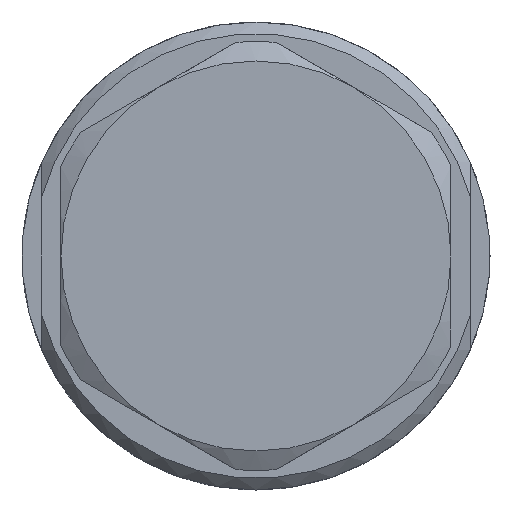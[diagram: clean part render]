
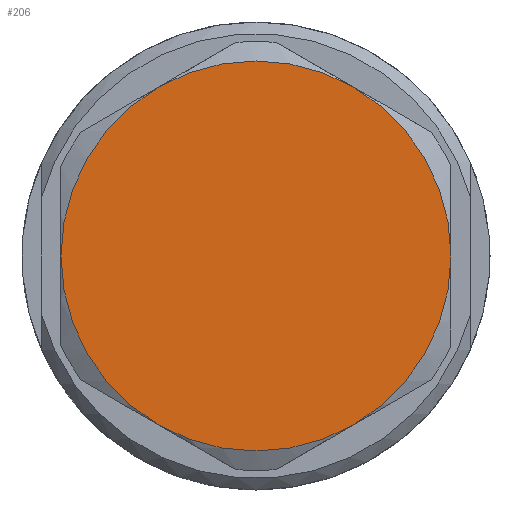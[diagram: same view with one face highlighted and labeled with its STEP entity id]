
A CAD part, left-side view. The second image highlights one B-rep face of the part: STEP entity #206.
In plain terms, the highlighted planar face has unit normal (-1, 0, 0).
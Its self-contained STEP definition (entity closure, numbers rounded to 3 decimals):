
#76=FACE_OUTER_BOUND('',#562,.T.);
#206=ADVANCED_FACE('',(#76),#298,.T.);
#298=PLANE('',#1624);
#562=EDGE_LOOP('',(#779,#780,#781,#782,#783,#784));
#779=ORIENTED_EDGE('',*,*,#1312,.T.);
#780=ORIENTED_EDGE('',*,*,#1313,.T.);
#781=ORIENTED_EDGE('',*,*,#1314,.T.);
#782=ORIENTED_EDGE('',*,*,#1315,.T.);
#783=ORIENTED_EDGE('',*,*,#1316,.T.);
#784=ORIENTED_EDGE('',*,*,#1317,.T.);
#1154=VERTEX_POINT('',#2437);
#1155=VERTEX_POINT('',#2438);
#1156=VERTEX_POINT('',#2440);
#1157=VERTEX_POINT('',#2442);
#1158=VERTEX_POINT('',#2444);
#1159=VERTEX_POINT('',#2446);
#1312=EDGE_CURVE('',#1154,#1155,#1486,.T.);
#1313=EDGE_CURVE('',#1155,#1156,#1487,.T.);
#1314=EDGE_CURVE('',#1156,#1157,#1488,.T.);
#1315=EDGE_CURVE('',#1157,#1158,#1489,.T.);
#1316=EDGE_CURVE('',#1158,#1159,#1490,.T.);
#1317=EDGE_CURVE('',#1159,#1154,#1491,.T.);
#1486=CIRCLE('',#1618,5.);
#1487=CIRCLE('',#1619,5.);
#1488=CIRCLE('',#1620,5.);
#1489=CIRCLE('',#1621,5.);
#1490=CIRCLE('',#1622,5.);
#1491=CIRCLE('',#1623,5.);
#1618=AXIS2_PLACEMENT_3D('',#2436,#1916,#1917);
#1619=AXIS2_PLACEMENT_3D('',#2439,#1918,#1919);
#1620=AXIS2_PLACEMENT_3D('',#2441,#1920,#1921);
#1621=AXIS2_PLACEMENT_3D('',#2443,#1922,#1923);
#1622=AXIS2_PLACEMENT_3D('',#2445,#1924,#1925);
#1623=AXIS2_PLACEMENT_3D('',#2447,#1926,#1927);
#1624=AXIS2_PLACEMENT_3D('',#2448,#1928,#1929);
#1916=DIRECTION('',(-1.,0.,0.));
#1917=DIRECTION('',(0.,0.,1.));
#1918=DIRECTION('',(-1.,0.,0.));
#1919=DIRECTION('',(0.,0.,1.));
#1920=DIRECTION('',(-1.,0.,0.));
#1921=DIRECTION('',(0.,0.,1.));
#1922=DIRECTION('',(-1.,0.,0.));
#1923=DIRECTION('',(0.,0.,1.));
#1924=DIRECTION('',(-1.,0.,0.));
#1925=DIRECTION('',(0.,0.,1.));
#1926=DIRECTION('',(-1.,0.,0.));
#1927=DIRECTION('',(0.,0.,1.));
#1928=DIRECTION('',(-1.,0.,0.));
#1929=DIRECTION('',(0.,0.,1.));
#2436=CARTESIAN_POINT('',(-34.5,0.,0.));
#2437=CARTESIAN_POINT('',(-34.5,2.5,4.33));
#2438=CARTESIAN_POINT('',(-34.5,5.,0.));
#2439=CARTESIAN_POINT('',(-34.5,0.,0.));
#2440=CARTESIAN_POINT('',(-34.5,2.5,-4.33));
#2441=CARTESIAN_POINT('',(-34.5,0.,0.));
#2442=CARTESIAN_POINT('',(-34.5,-2.5,-4.33));
#2443=CARTESIAN_POINT('',(-34.5,0.,0.));
#2444=CARTESIAN_POINT('',(-34.5,-5.,0.));
#2445=CARTESIAN_POINT('',(-34.5,0.,0.));
#2446=CARTESIAN_POINT('',(-34.5,-2.5,4.33));
#2447=CARTESIAN_POINT('',(-34.5,0.,0.));
#2448=CARTESIAN_POINT('',(-34.5,0.,0.));
